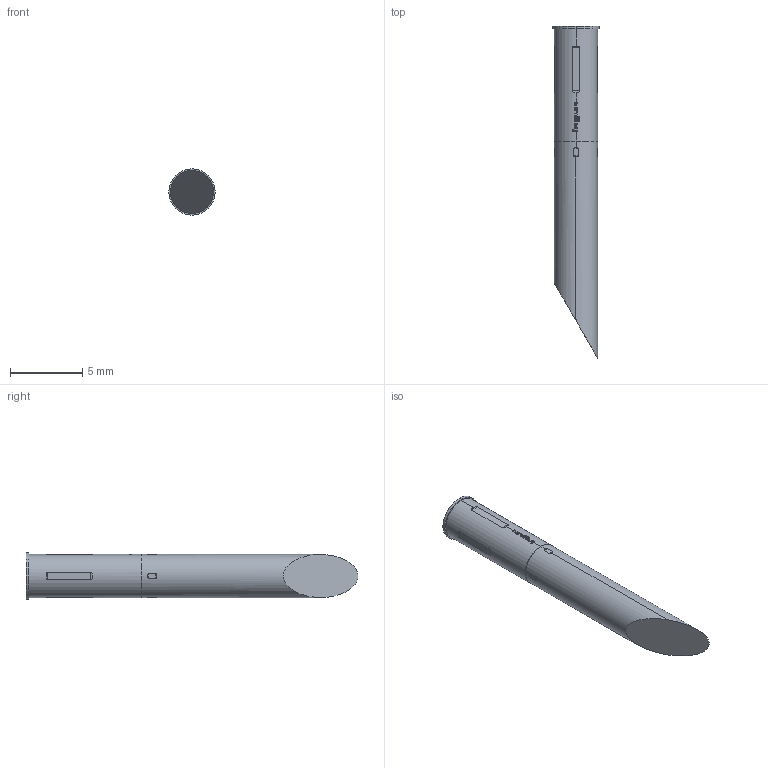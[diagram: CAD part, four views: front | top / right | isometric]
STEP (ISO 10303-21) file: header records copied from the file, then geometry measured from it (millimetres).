
FILE_DESCRIPTION (( 'STEP AP203' ), '1' );
FILE_NAME ('INGUN_KS-113_23.STEP', '2021-02-04T07:23:35', ( '' ), ( '' ), 'SwSTEP 2.0', 'SolidWorks 2018', '' );
FILE_SCHEMA (( 'CONFIG_CONTROL_DESIGN' ));
Length unit declared in the file: millimetre
Products named in the file (1): INGUN_KS-113_23
Bounding box: 3.2 x 23 x 3.2 mm (x, y, z)
Volume: 143.8 mm3; surface area: 215.2 mm2
Topology: 1 solids, 1 shells, 116 faces, 320 edges, 212 vertices
Faces by surface type: plane 51, cylinder 41, bspline 22, cone 2
Entity records: 4105 total; most frequent: CARTESIAN_POINT 1271, ORIENTED_EDGE 640, DIRECTION 484, EDGE_CURVE 320, VERTEX_POINT 212, AXIS2_PLACEMENT_3D 181, VECTOR 122, EDGE_LOOP 122
